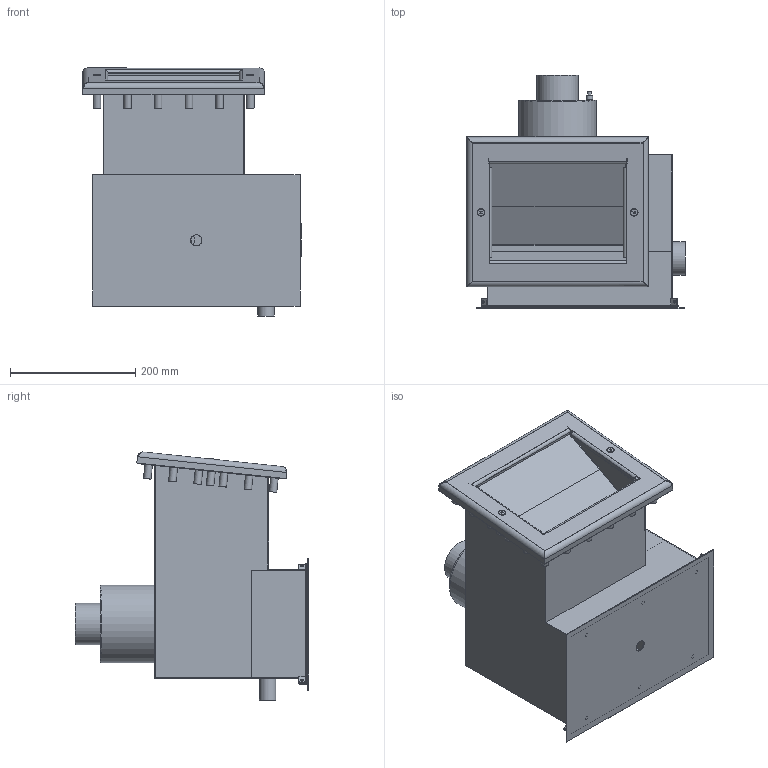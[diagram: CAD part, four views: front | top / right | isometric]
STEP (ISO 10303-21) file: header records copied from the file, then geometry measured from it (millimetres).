
FILE_DESCRIPTION(('STEP AP214'), '1');
FILE_NAME('栖闉罻', '2025-09-15T09:25:21', ('Runwill'), (''), 'C3D Converter', 'C3D Toolkit', '');
FILE_SCHEMA(('AUTOMOTIVE_DESIGN { 1 0 10303 214 3 1 1}'));
Length unit declared in the file: millimetre
Assembly tree (53 placements, depth 2):
  (unnamed)
    (unnamed)
    (unnamed)
    (unnamed)  x2
    (unnamed)
    (unnamed)  x22
    (unnamed)  x20
    (unnamed)
    (unnamed)  x2
    (unnamed)
    (unnamed)
    (unnamed)
Bounding box: 348.9 x 372.76 x 396.2 mm (x, y, z)
Volume: 1452825.1 mm3; surface area: 1717024 mm2
Topology: 55 solids, 55 shells, 1167 faces, 2737 edges, 1709 vertices
Faces by surface type: plane 767, cylinder 277, cone 73, torus 44, bspline 6
Full cylindrical faces by diameter (mm): 3.16 x3, 4 x8, 6 x9, 6.647 x22, 7 x8, 8 x100, 10 x1, 11 x1, 11.34 x2, 12 x22, 18 x1, 19 x1, 26 x1, 46 x1, 54 x1, 57 x1, 66 x1, 121.8 x1, 124.2 x1
Entity records: 35609 total; most frequent: CARTESIAN_POINT 21385, DIRECTION 2558, ORIENTED_EDGE 2398, EDGE_CURVE 1199, AXIS2_PLACEMENT_3D 902, EDGE_LOOP 848, VERTEX_POINT 829, LINE 754
